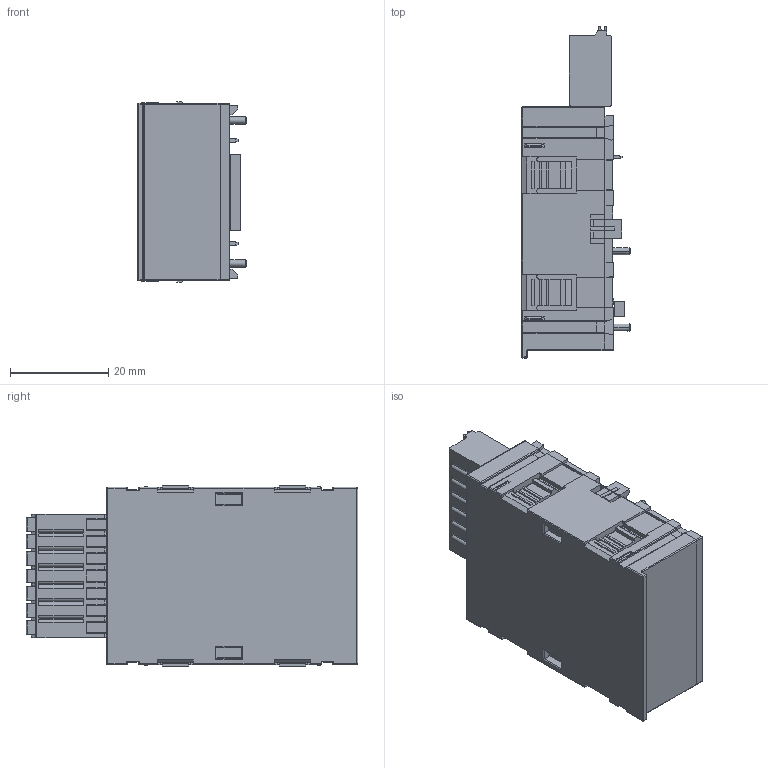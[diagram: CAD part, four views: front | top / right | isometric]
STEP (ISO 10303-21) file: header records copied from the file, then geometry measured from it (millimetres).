
FILE_DESCRIPTION((''),'2;1');
FILE_NAME('OD04-PNP_ASM','2025-05-29T14:09:00',('YUE.WEI'),(''),'CREO PARAMETRIC BY PTC INC, 2018400','CREO PARAMETRIC BY PTC INC, 2018400','');
FILE_SCHEMA(('CONFIG_CONTROL_DESIGN','SHAPE_APPEARANCE_LAYERS_GROUPS'));
Products named in the file (7): CARD-7P-COVER_90_1_11; CARD-PCB-RJ45_96_1_1; 24-FEMALE_6_1_1; 7P-LIGHT-PLUG_11_1_1; DINKLE_0225-3107_1; CARD-7P_ASM_68_ASM_1_ASM_6_ASM; OD04-PNP_ASM
Assembly tree (6 placements, depth 3):
  OD04-PNP_ASM
    CARD-7P_ASM_68_ASM_1_ASM_6_ASM
      CARD-7P-COVER_90_1_11
      CARD-PCB-RJ45_96_1_1
      24-FEMALE_6_1_1
      7P-LIGHT-PLUG_11_1_1
      DINKLE_0225-3107_1
Bounding box: 22 x 67.5 x 36.7 mm (x, y, z)
Volume: 12445.8 mm3; surface area: 27845.8 mm2
Topology: 5 solids, 13 shells, 6114 faces, 17525 edges, 11454 vertices
Faces by surface type: plane 4525, cylinder 1320, torus 118, cone 91, bspline 42, sphere 18
Entity records: 221897 total; most frequent: CARTESIAN_POINT 39955, ORIENTED_EDGE 34994, DIRECTION 32005, EDGE_CURVE 17507, VECTOR 13619, LINE 13619, VERTEX_POINT 11454, AXIS2_PLACEMENT_3D 9193
